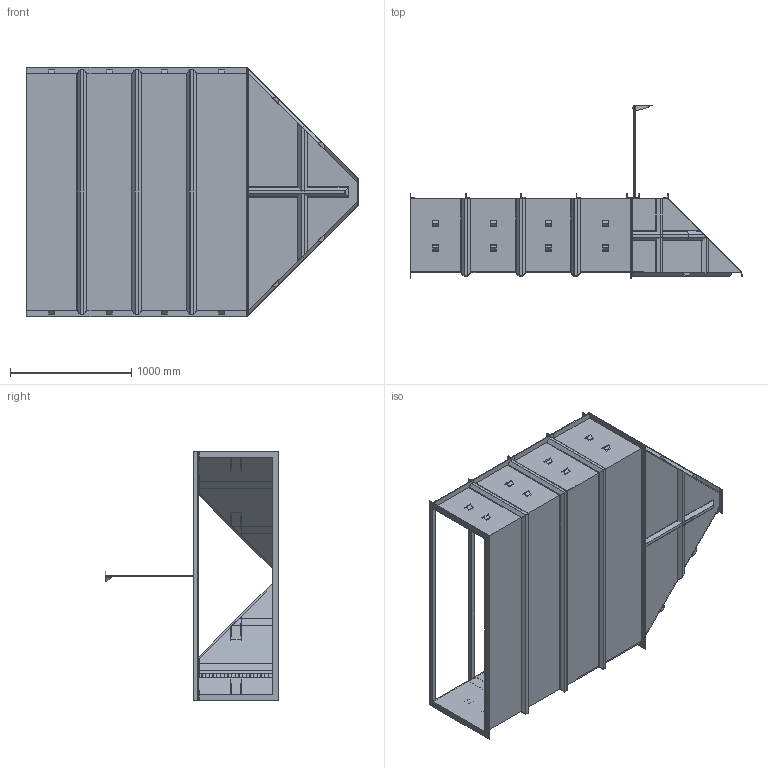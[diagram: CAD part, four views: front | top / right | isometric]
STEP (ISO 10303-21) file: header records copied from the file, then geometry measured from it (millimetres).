
FILE_DESCRIPTION (( 'STEP AP214' ), '1' );
FILE_NAME ('2.0HL Flume with options.STEP', '2021-01-06T16:44:03', ( '' ), ( '' ), 'SwSTEP 2.0', 'SolidWorks 2020', '' );
FILE_SCHEMA (( 'AUTOMOTIVE_DESIGN' ));
Length unit declared in the file: inch
Products named in the file (13): 2.0HL Flume with options; Ulstrasonic Bracket Assy_30in height - Default; HL Flume Ultrasonic Bkt Assem1_0.5H Flume; HL Flume_2.0'' HL FLUME - with options; HL Flume ApproacH Section_2.0'' HL; C Channel Ultrasonic Bkt_0.5H Flume; Top Bracket Rev A sheet metal; Ultrasonic Top Plate Assembly Rev A; Top Bracket Tube; hex nut_ai_HNUT 0.2500-20-D-N; base plate; Parshall Staff Gauge_English Staff Gauge - Default; shaft_30in Default
Assembly tree (12 placements, depth 5):
  2.0HL Flume with options
    HL Flume_2.0'' HL FLUME - with options
    HL Flume ApproacH Section_2.0'' HL
    HL Flume Ultrasonic Bkt Assem1_0.5H Flume
      Ulstrasonic Bracket Assy_30in height - Default
        base plate
        shaft_30in Default
        Ultrasonic Top Plate Assembly Rev A
          Top Bracket Rev A sheet metal
          Top Bracket Tube
          hex nut_ai_HNUT 0.2500-20-D-N
      C Channel Ultrasonic Bkt_0.5H Flume
    Parshall Staff Gauge_English Staff Gauge - Default
Bounding box: 2743.2 x 1431.86 x 2058.67 mm (x, y, z)
Volume: 50270241.4 mm3; surface area: 25651927.1 mm2
Topology: 39 solids, 57 shells, 596 faces, 1462 edges, 972 vertices
Faces by surface type: plane 544, cylinder 33, cone 16, bspline 3
Entity records: 20912 total; most frequent: CARTESIAN_POINT 3510, ORIENTED_EDGE 2900, DIRECTION 2712, EDGE_CURVE 1462, VECTOR 1352, LINE 1352, VERTEX_POINT 972, AXIS2_PLACEMENT_3D 680
